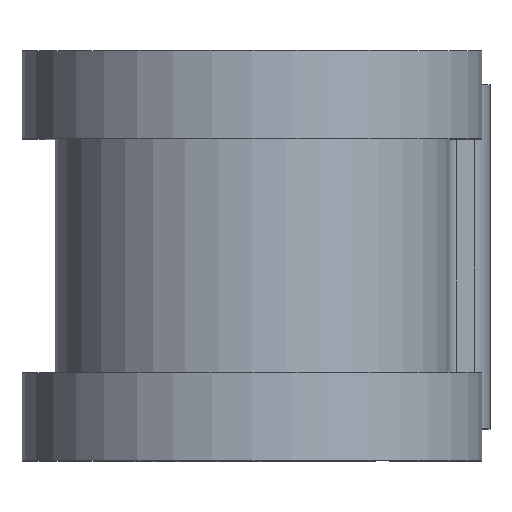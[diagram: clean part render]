
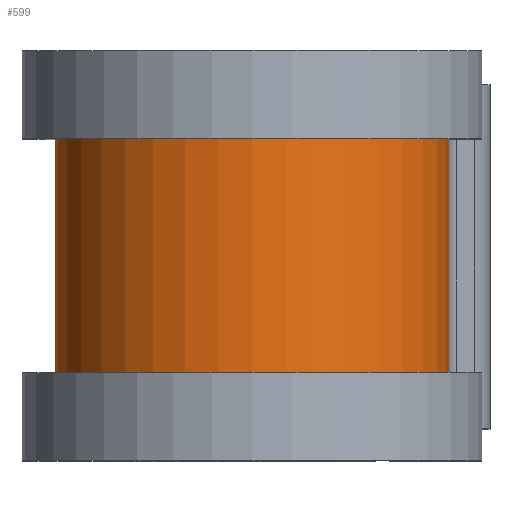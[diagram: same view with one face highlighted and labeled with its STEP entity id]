
A CAD part, top view. The second image highlights one B-rep face of the part: STEP entity #599.
In plain terms, the highlighted cylindrical face has radius 9.093 mm (diameter 18.186 mm), a partial arc.
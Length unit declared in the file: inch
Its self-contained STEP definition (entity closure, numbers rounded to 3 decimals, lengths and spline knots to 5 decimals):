
#160 = CARTESIAN_POINT ( 'NONE',  ( 0., 0.3125, 0.5 ) ) ;
#218 = DIRECTION ( 'NONE',  ( 0., -1., 0. ) ) ;
#302 = EDGE_LOOP ( 'NONE', ( #441, #1397, #2107, #590 ) ) ;
#441 = ORIENTED_EDGE ( 'NONE', *, *, #1589, .F. ) ;
#444 = VERTEX_POINT ( 'NONE', #813 ) ;
#540 = CARTESIAN_POINT ( 'NONE',  ( 0.358, 0.2125, 0.5 ) ) ;
#543 = CARTESIAN_POINT ( 'NONE',  ( 0., 0.2125, 0.5 ) ) ;
#590 = ORIENTED_EDGE ( 'NONE', *, *, #1766, .F. ) ;
#599 = ADVANCED_FACE ( 'NONE', ( #1751 ), #1706, .T. ) ;
#679 = EDGE_CURVE ( 'NONE', #1763, #1926, #871, .T. ) ;
#685 = DIRECTION ( 'NONE',  ( 0., -1., 0. ) ) ;
#726 = DIRECTION ( 'NONE',  ( 0., 0., -1. ) ) ;
#789 = CARTESIAN_POINT ( 'NONE',  ( -0.358, 0.2125, 0.5 ) ) ;
#813 = CARTESIAN_POINT ( 'NONE',  ( -0.358, -0.2125, 0.5 ) ) ;
#862 = DIRECTION ( 'NONE',  ( 0., -1., 0. ) ) ;
#864 = CIRCLE ( 'NONE', #1509, 0.358 ) ;
#871 = CIRCLE ( 'NONE', #1247, 0.358 ) ;
#965 = CARTESIAN_POINT ( 'NONE',  ( 0.358, -0.2125, 0.5 ) ) ;
#1042 = VECTOR ( 'NONE', #1577, 39.37008 ) ;
#1045 = EDGE_CURVE ( 'NONE', #1926, #444, #1468, .T. ) ;
#1215 = CARTESIAN_POINT ( 'NONE',  ( 0., -0.2125, 0.5 ) ) ;
#1247 = AXIS2_PLACEMENT_3D ( 'NONE', #543, #1699, #726 ) ;
#1262 = LINE ( 'NONE', #1825, #1314 ) ;
#1314 = VECTOR ( 'NONE', #862, 39.37008 ) ;
#1392 = DIRECTION ( 'NONE',  ( 0., 0., -1. ) ) ;
#1397 = ORIENTED_EDGE ( 'NONE', *, *, #679, .T. ) ;
#1468 = LINE ( 'NONE', #2056, #1042 ) ;
#1509 = AXIS2_PLACEMENT_3D ( 'NONE', #1215, #218, #1392 ) ;
#1577 = DIRECTION ( 'NONE',  ( 0., -1., 0. ) ) ;
#1589 = EDGE_CURVE ( 'NONE', #1763, #2034, #1262, .T. ) ;
#1699 = DIRECTION ( 'NONE',  ( 0., -1., 0. ) ) ;
#1706 = CYLINDRICAL_SURFACE ( 'NONE', #1727, 0.358 ) ;
#1727 = AXIS2_PLACEMENT_3D ( 'NONE', #160, #685, #2130 ) ;
#1751 = FACE_OUTER_BOUND ( 'NONE', #302, .T. ) ;
#1763 = VERTEX_POINT ( 'NONE', #540 ) ;
#1766 = EDGE_CURVE ( 'NONE', #2034, #444, #864, .T. ) ;
#1825 = CARTESIAN_POINT ( 'NONE',  ( 0.358, 0.3125, 0.5 ) ) ;
#1926 = VERTEX_POINT ( 'NONE', #789 ) ;
#2034 = VERTEX_POINT ( 'NONE', #965 ) ;
#2056 = CARTESIAN_POINT ( 'NONE',  ( -0.358, 0.3125, 0.5 ) ) ;
#2107 = ORIENTED_EDGE ( 'NONE', *, *, #1045, .T. ) ;
#2130 = DIRECTION ( 'NONE',  ( 0., 0., -1. ) ) ;
